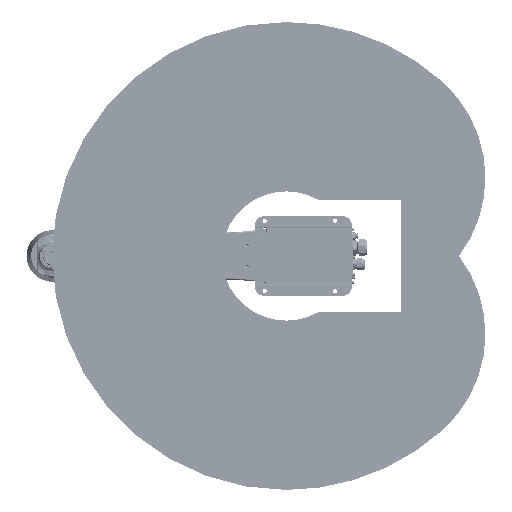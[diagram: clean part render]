
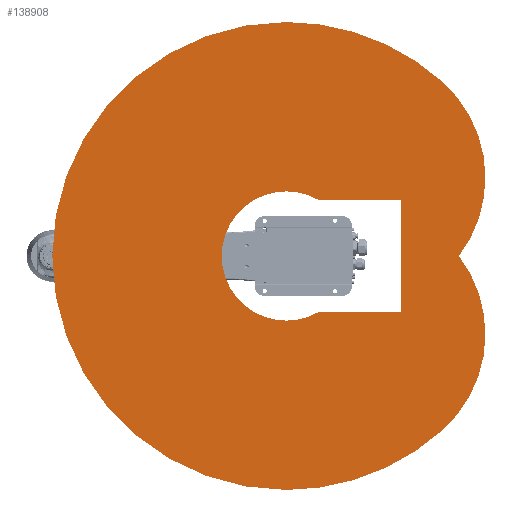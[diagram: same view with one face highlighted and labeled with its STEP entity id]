
A CAD part, front view. The second image highlights one B-rep face of the part: STEP entity #138908.
In plain terms, the highlighted face is planar.
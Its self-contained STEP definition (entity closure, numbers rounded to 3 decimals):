
#4276 = VERTEX_POINT ( 'NONE', #132604 ) ;
#4634 = VECTOR ( 'NONE', #73332, 1000. ) ;
#6269 = DIRECTION ( 'NONE',  ( 1., 0., 0. ) ) ;
#7250 = EDGE_CURVE ( 'NONE', #127806, #4276, #252252, .T. ) ;
#16798 = DIRECTION ( 'NONE',  ( 0., 0., 1. ) ) ;
#20662 = CARTESIAN_POINT ( 'NONE',  ( -371.572, -334.565, 200. ) ) ;
#21320 = DIRECTION ( 'NONE',  ( 1., 0., 0. ) ) ;
#25270 = VERTEX_POINT ( 'NONE', #278216 ) ;
#27077 = CARTESIAN_POINT ( 'NONE',  ( 120., -245., 200. ) ) ;
#30749 = DIRECTION ( 'NONE',  ( 0., 0., 1. ) ) ;
#38531 = DIRECTION ( 'NONE',  ( 0., 0., 1. ) ) ;
#39590 = AXIS2_PLACEMENT_3D ( 'NONE', #271871, #30749, #128755 ) ;
#52931 = EDGE_LOOP ( 'NONE', ( #61977, #277029, #270596, #239537, #201896, #55646 ) ) ;
#55646 = ORIENTED_EDGE ( 'NONE', *, *, #76884, .F. ) ;
#57361 = VERTEX_POINT ( 'NONE', #199609 ) ;
#61977 = ORIENTED_EDGE ( 'NONE', *, *, #298798, .F. ) ;
#63420 = CARTESIAN_POINT ( 'NONE',  ( 0., 0., 200. ) ) ;
#66525 = PLANE ( 'NONE',  #180262 ) ;
#68824 = CARTESIAN_POINT ( 'NONE',  ( -120., -245., 200. ) ) ;
#71997 = EDGE_CURVE ( 'NONE', #225730, #134172, #188791, .T. ) ;
#73332 = DIRECTION ( 'NONE',  ( 0., 1., 0. ) ) ;
#76884 = EDGE_CURVE ( 'NONE', #57361, #127806, #134183, .T. ) ;
#79780 = CARTESIAN_POINT ( 'NONE',  ( -167.208, -150.554, 200. ) ) ;
#81171 = CARTESIAN_POINT ( 'NONE',  ( 120., -68.349, 200. ) ) ;
#82076 = CIRCLE ( 'NONE', #116927, 275. ) ;
#87488 = AXIS2_PLACEMENT_3D ( 'NONE', #79780, #292888, #197987 ) ;
#89824 = DIRECTION ( 'NONE',  ( 0., 0., 1. ) ) ;
#89849 = ORIENTED_EDGE ( 'NONE', *, *, #219269, .T. ) ;
#91367 = CARTESIAN_POINT ( 'NONE',  ( 0., 0., 200. ) ) ;
#97719 = CARTESIAN_POINT ( 'NONE',  ( -138.1, 0., 200. ) ) ;
#103825 = CARTESIAN_POINT ( 'NONE',  ( 167.208, -150.554, 200. ) ) ;
#105282 = EDGE_LOOP ( 'NONE', ( #191331, #89849, #297595, #237064, #111194 ) ) ;
#105328 = VERTEX_POINT ( 'NONE', #243630 ) ;
#105345 = DIRECTION ( 'NONE',  ( -1., 0., 0. ) ) ;
#107456 = AXIS2_PLACEMENT_3D ( 'NONE', #229090, #113887, #253957 ) ;
#108434 = DIRECTION ( 'NONE',  ( 0., 0., 1. ) ) ;
#111194 = ORIENTED_EDGE ( 'NONE', *, *, #306811, .T. ) ;
#113887 = DIRECTION ( 'NONE',  ( 0., 0., 1. ) ) ;
#116927 = AXIS2_PLACEMENT_3D ( 'NONE', #103825, #108434, #105345 ) ;
#118646 = VERTEX_POINT ( 'NONE', #81171 ) ;
#127553 = VERTEX_POINT ( 'NONE', #211384 ) ;
#127806 = VERTEX_POINT ( 'NONE', #97719 ) ;
#128755 = DIRECTION ( 'NONE',  ( 1., 0., 0. ) ) ;
#132604 = CARTESIAN_POINT ( 'NONE',  ( -120., -68.349, 200. ) ) ;
#134172 = VERTEX_POINT ( 'NONE', #20662 ) ;
#134183 = CIRCLE ( 'NONE', #263400, 138.1 ) ;
#135055 = CARTESIAN_POINT ( 'NONE',  ( 0., 0., 200. ) ) ;
#137627 = EDGE_CURVE ( 'NONE', #253377, #118646, #144869, .T. ) ;
#138908 = ADVANCED_FACE ( 'NONE', ( #253259, #156850 ), #66525, .F. ) ;
#144869 = LINE ( 'NONE', #267727, #4634 ) ;
#151243 = AXIS2_PLACEMENT_3D ( 'NONE', #293337, #175103, #201511 ) ;
#152755 = AXIS2_PLACEMENT_3D ( 'NONE', #63420, #38531, #161371 ) ;
#152884 = VECTOR ( 'NONE', #6269, 1000. ) ;
#156850 = FACE_OUTER_BOUND ( 'NONE', #105282, .T. ) ;
#161371 = DIRECTION ( 'NONE',  ( 1., 0., 0. ) ) ;
#175103 = DIRECTION ( 'NONE',  ( 0., 0., 1. ) ) ;
#178221 = CARTESIAN_POINT ( 'NONE',  ( -500., 0., 200. ) ) ;
#180262 = AXIS2_PLACEMENT_3D ( 'NONE', #228403, #276613, #205026 ) ;
#180729 = CARTESIAN_POINT ( 'NONE',  ( -120., -68.349, 200. ) ) ;
#188791 = CIRCLE ( 'NONE', #39590, 500. ) ;
#191331 = ORIENTED_EDGE ( 'NONE', *, *, #276477, .T. ) ;
#197402 = EDGE_CURVE ( 'NONE', #127553, #225730, #296239, .T. ) ;
#197987 = DIRECTION ( 'NONE',  ( 1., 0., 0. ) ) ;
#199609 = CARTESIAN_POINT ( 'NONE',  ( 138.1, 0., 200. ) ) ;
#201511 = DIRECTION ( 'NONE',  ( 1., 0., 0. ) ) ;
#201896 = ORIENTED_EDGE ( 'NONE', *, *, #7250, .F. ) ;
#205026 = DIRECTION ( 'NONE',  ( 0., -1., 0. ) ) ;
#206554 = VERTEX_POINT ( 'NONE', #68824 ) ;
#211384 = CARTESIAN_POINT ( 'NONE',  ( 500., 0., 200. ) ) ;
#219269 = EDGE_CURVE ( 'NONE', #105328, #127553, #240892, .T. ) ;
#225730 = VERTEX_POINT ( 'NONE', #178221 ) ;
#226516 = CIRCLE ( 'NONE', #87488, 275. ) ;
#228403 = CARTESIAN_POINT ( 'NONE',  ( 0., -150.554, 200. ) ) ;
#229090 = CARTESIAN_POINT ( 'NONE',  ( 0., 0., 200. ) ) ;
#230888 = AXIS2_PLACEMENT_3D ( 'NONE', #135055, #16798, #254832 ) ;
#237064 = ORIENTED_EDGE ( 'NONE', *, *, #71997, .T. ) ;
#239537 = ORIENTED_EDGE ( 'NONE', *, *, #303218, .F. ) ;
#240892 = CIRCLE ( 'NONE', #230888, 500. ) ;
#243630 = CARTESIAN_POINT ( 'NONE',  ( 371.572, -334.565, 200. ) ) ;
#249258 = LINE ( 'NONE', #180729, #266258 ) ;
#252252 = CIRCLE ( 'NONE', #152755, 138.1 ) ;
#253259 = FACE_BOUND ( 'NONE', #52931, .T. ) ;
#253377 = VERTEX_POINT ( 'NONE', #27077 ) ;
#253957 = DIRECTION ( 'NONE',  ( 1., 0., 0. ) ) ;
#254832 = DIRECTION ( 'NONE',  ( 1., 0., 0. ) ) ;
#263400 = AXIS2_PLACEMENT_3D ( 'NONE', #91367, #89824, #21320 ) ;
#264540 = LINE ( 'NONE', #290957, #152884 ) ;
#266258 = VECTOR ( 'NONE', #275650, 1000. ) ;
#267727 = CARTESIAN_POINT ( 'NONE',  ( 120., -245., 200. ) ) ;
#270596 = ORIENTED_EDGE ( 'NONE', *, *, #286945, .F. ) ;
#271871 = CARTESIAN_POINT ( 'NONE',  ( 0., 0., 200. ) ) ;
#275650 = DIRECTION ( 'NONE',  ( 0., -1., 0. ) ) ;
#276477 = EDGE_CURVE ( 'NONE', #25270, #105328, #82076, .T. ) ;
#276613 = DIRECTION ( 'NONE',  ( 0., 0., -1. ) ) ;
#277029 = ORIENTED_EDGE ( 'NONE', *, *, #137627, .F. ) ;
#278216 = CARTESIAN_POINT ( 'NONE',  ( 0., -368.881, 200. ) ) ;
#285364 = CIRCLE ( 'NONE', #151243, 138.1 ) ;
#286945 = EDGE_CURVE ( 'NONE', #206554, #253377, #264540, .T. ) ;
#290957 = CARTESIAN_POINT ( 'NONE',  ( -120., -245., 200. ) ) ;
#292888 = DIRECTION ( 'NONE',  ( 0., 0., 1. ) ) ;
#293337 = CARTESIAN_POINT ( 'NONE',  ( 0., 0., 200. ) ) ;
#296239 = CIRCLE ( 'NONE', #107456, 500. ) ;
#297595 = ORIENTED_EDGE ( 'NONE', *, *, #197402, .T. ) ;
#298798 = EDGE_CURVE ( 'NONE', #118646, #57361, #285364, .T. ) ;
#303218 = EDGE_CURVE ( 'NONE', #4276, #206554, #249258, .T. ) ;
#306811 = EDGE_CURVE ( 'NONE', #134172, #25270, #226516, .T. ) ;
